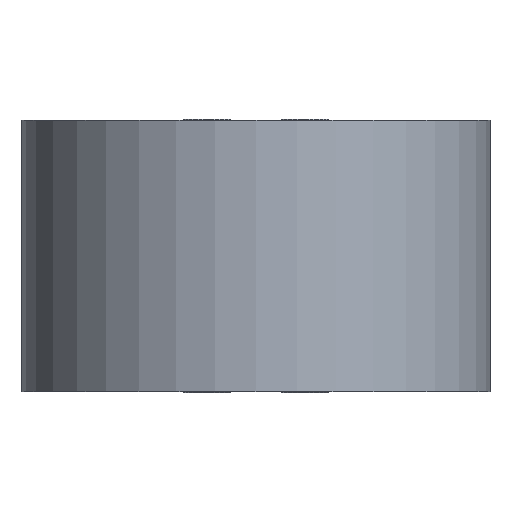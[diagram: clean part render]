
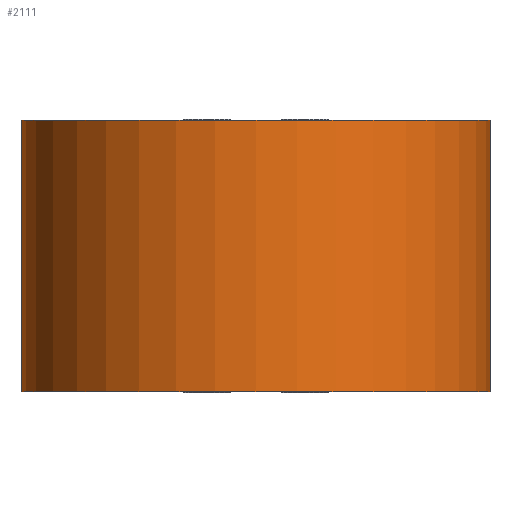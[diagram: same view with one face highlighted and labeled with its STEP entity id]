
A CAD part, front view. The second image highlights one B-rep face of the part: STEP entity #2111.
In plain terms, the highlighted cylindrical face has radius 94 mm (diameter 188 mm), a partial arc.
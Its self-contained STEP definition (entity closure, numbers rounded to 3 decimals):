
#23=FACE_BOUND('',#320,.T.);
#24=FACE_BOUND('',#321,.T.);
#25=FACE_BOUND('',#322,.T.);
#208=FACE_OUTER_BOUND('',#319,.T.);
#319=EDGE_LOOP('',(#1722,#1723,#1724,#1725,#1726,#1727,#1728,#1729));
#320=EDGE_LOOP('',(#1730,#1731,#1732,#1733,#1734,#1735,#1736,#1737));
#321=EDGE_LOOP('',(#1738,#1739,#1740,#1741,#1742,#1743,#1744,#1745));
#322=EDGE_LOOP('',(#1746,#1747));
#399=CIRCLE('',#2228,94.);
#400=CIRCLE('',#2232,94.);
#421=CIRCLE('',#2278,94.);
#422=CIRCLE('',#2282,94.);
#425=CIRCLE('',#2287,94.);
#426=CIRCLE('',#2288,94.);
#429=CIRCLE('',#2294,94.);
#430=CIRCLE('',#2295,94.);
#465=LINE('',#2958,#646);
#466=LINE('',#2960,#647);
#467=LINE('',#2962,#648);
#468=LINE('',#2966,#649);
#472=LINE('',#3020,#653);
#487=LINE('',#3102,#668);
#500=LINE('',#3172,#681);
#507=LINE('',#3232,#688);
#517=LINE('',#3257,#698);
#518=LINE('',#3259,#699);
#531=LINE('',#3372,#712);
#551=LINE('',#3428,#732);
#555=LINE('',#3481,#736);
#566=LINE('',#3550,#747);
#572=LINE('',#3563,#753);
#578=LINE('',#3577,#759);
#581=LINE('',#3601,#762);
#646=VECTOR('',#2381,94.);
#647=VECTOR('',#2382,10.);
#648=VECTOR('',#2383,94.);
#649=VECTOR('',#2386,94.);
#653=VECTOR('',#2396,10.);
#668=VECTOR('',#2445,10.);
#681=VECTOR('',#2472,10.);
#688=VECTOR('',#2491,10.);
#698=VECTOR('',#2523,10.);
#699=VECTOR('',#2526,10.);
#712=VECTOR('',#2563,10.);
#732=VECTOR('',#2615,10.);
#736=VECTOR('',#2623,10.);
#747=VECTOR('',#2664,10.);
#753=VECTOR('',#2676,10.);
#759=VECTOR('',#2694,10.);
#762=VECTOR('',#2727,10.);
#827=VERTEX_POINT('',#2956);
#828=VERTEX_POINT('',#2957);
#829=VERTEX_POINT('',#2959);
#830=VERTEX_POINT('',#2961);
#831=VERTEX_POINT('',#2963);
#832=VERTEX_POINT('',#2965);
#833=VERTEX_POINT('',#2969);
#839=VERTEX_POINT('',#3015);
#856=VERTEX_POINT('',#3099);
#857=VERTEX_POINT('',#3101);
#875=VERTEX_POINT('',#3171);
#877=VERTEX_POINT('',#3176);
#880=VERTEX_POINT('',#3206);
#886=VERTEX_POINT('',#3255);
#890=VERTEX_POINT('',#3275);
#898=VERTEX_POINT('',#3328);
#912=VERTEX_POINT('',#3404);
#913=VERTEX_POINT('',#3406);
#922=VERTEX_POINT('',#3426);
#923=VERTEX_POINT('',#3430);
#929=VERTEX_POINT('',#3476);
#939=VERTEX_POINT('',#3547);
#940=VERTEX_POINT('',#3549);
#944=VERTEX_POINT('',#3562);
#949=VERTEX_POINT('',#3587);
#952=VERTEX_POINT('',#3598);
#1040=EDGE_CURVE('',#827,#828,#465,.T.);
#1041=EDGE_CURVE('',#829,#827,#466,.T.);
#1042=EDGE_CURVE('',#830,#829,#467,.T.);
#1044=EDGE_CURVE('',#832,#831,#468,.T.);
#1053=EDGE_CURVE('',#833,#839,#472,.T.);
#1079=EDGE_CURVE('',#857,#856,#487,.T.);
#1099=EDGE_CURVE('',#875,#833,#500,.T.);
#1112=EDGE_CURVE('',#880,#877,#507,.T.);
#1126=EDGE_CURVE('',#877,#886,#517,.T.);
#1127=EDGE_CURVE('',#839,#880,#518,.T.);
#1128=EDGE_CURVE('',#856,#875,#399,.T.);
#1134=EDGE_CURVE('',#886,#857,#400,.T.);
#1150=EDGE_CURVE('',#898,#890,#531,.T.);
#1179=EDGE_CURVE('',#890,#922,#551,.T.);
#1187=EDGE_CURVE('',#923,#929,#555,.T.);
#1207=EDGE_CURVE('',#940,#939,#566,.T.);
#1214=EDGE_CURVE('',#944,#923,#572,.T.);
#1220=EDGE_CURVE('',#922,#940,#421,.T.);
#1222=EDGE_CURVE('',#929,#898,#578,.T.);
#1223=EDGE_CURVE('',#939,#944,#422,.T.);
#1227=EDGE_CURVE('',#949,#828,#425,.T.);
#1228=EDGE_CURVE('',#832,#949,#426,.T.);
#1232=EDGE_CURVE('',#952,#831,#429,.T.);
#1233=EDGE_CURVE('',#830,#952,#430,.T.);
#1234=EDGE_CURVE('',#912,#913,#581,.T.);
#1722=ORIENTED_EDGE('',*,*,#1040,.T.);
#1723=ORIENTED_EDGE('',*,*,#1227,.F.);
#1724=ORIENTED_EDGE('',*,*,#1228,.F.);
#1725=ORIENTED_EDGE('',*,*,#1044,.T.);
#1726=ORIENTED_EDGE('',*,*,#1232,.F.);
#1727=ORIENTED_EDGE('',*,*,#1233,.F.);
#1728=ORIENTED_EDGE('',*,*,#1042,.T.);
#1729=ORIENTED_EDGE('',*,*,#1041,.T.);
#1730=ORIENTED_EDGE('',*,*,#1128,.T.);
#1731=ORIENTED_EDGE('',*,*,#1099,.T.);
#1732=ORIENTED_EDGE('',*,*,#1053,.T.);
#1733=ORIENTED_EDGE('',*,*,#1127,.T.);
#1734=ORIENTED_EDGE('',*,*,#1112,.T.);
#1735=ORIENTED_EDGE('',*,*,#1126,.T.);
#1736=ORIENTED_EDGE('',*,*,#1134,.T.);
#1737=ORIENTED_EDGE('',*,*,#1079,.T.);
#1738=ORIENTED_EDGE('',*,*,#1220,.T.);
#1739=ORIENTED_EDGE('',*,*,#1207,.T.);
#1740=ORIENTED_EDGE('',*,*,#1223,.T.);
#1741=ORIENTED_EDGE('',*,*,#1214,.T.);
#1742=ORIENTED_EDGE('',*,*,#1187,.T.);
#1743=ORIENTED_EDGE('',*,*,#1222,.T.);
#1744=ORIENTED_EDGE('',*,*,#1150,.T.);
#1745=ORIENTED_EDGE('',*,*,#1179,.T.);
#1746=ORIENTED_EDGE('',*,*,#1234,.T.);
#1747=ORIENTED_EDGE('',*,*,#1234,.F.);
#2037=CYLINDRICAL_SURFACE('',#2293,94.);
#2111=ADVANCED_FACE('',(#208,#23,#24,#25),#2037,.T.);
#2228=AXIS2_PLACEMENT_3D('',#3261,#2529,#2530);
#2232=AXIS2_PLACEMENT_3D('',#3272,#2542,#2543);
#2278=AXIS2_PLACEMENT_3D('',#3573,#2687,#2688);
#2282=AXIS2_PLACEMENT_3D('',#3579,#2697,#2698);
#2287=AXIS2_PLACEMENT_3D('',#3588,#2708,#2709);
#2288=AXIS2_PLACEMENT_3D('',#3589,#2710,#2711);
#2293=AXIS2_PLACEMENT_3D('',#3597,#2721,#2722);
#2294=AXIS2_PLACEMENT_3D('',#3599,#2723,#2724);
#2295=AXIS2_PLACEMENT_3D('',#3600,#2725,#2726);
#2381=DIRECTION('',(0.,0.,1.));
#2382=DIRECTION('',(0.,0.,1.));
#2383=DIRECTION('',(0.,0.,1.));
#2386=DIRECTION('',(0.,0.,-1.));
#2396=DIRECTION('',(0.,0.,1.));
#2445=DIRECTION('',(0.,0.,-1.));
#2472=DIRECTION('',(0.,0.,1.));
#2491=DIRECTION('',(0.,0.,1.));
#2523=DIRECTION('',(0.,0.,1.));
#2526=DIRECTION('',(0.,0.,1.));
#2529=DIRECTION('center_axis',(0.,0.,-1.));
#2530=DIRECTION('ref_axis',(1.,0.,0.));
#2542=DIRECTION('center_axis',(0.,0.,1.));
#2543=DIRECTION('ref_axis',(1.,0.,0.));
#2563=DIRECTION('',(0.,0.,-1.));
#2615=DIRECTION('',(0.,0.,-1.));
#2623=DIRECTION('',(0.,0.,-1.));
#2664=DIRECTION('',(0.,0.,1.));
#2676=DIRECTION('',(0.,0.,-1.));
#2687=DIRECTION('center_axis',(0.,0.,-1.));
#2688=DIRECTION('ref_axis',(1.,0.,0.));
#2694=DIRECTION('',(0.,0.,-1.));
#2697=DIRECTION('center_axis',(0.,0.,1.));
#2698=DIRECTION('ref_axis',(1.,0.,0.));
#2708=DIRECTION('center_axis',(0.,0.,1.));
#2709=DIRECTION('ref_axis',(1.,0.,0.));
#2710=DIRECTION('center_axis',(0.,0.,1.));
#2711=DIRECTION('ref_axis',(1.,0.,0.));
#2721=DIRECTION('center_axis',(0.,0.,1.));
#2722=DIRECTION('ref_axis',(0.736,-0.677,0.));
#2723=DIRECTION('center_axis',(0.,0.,-1.));
#2724=DIRECTION('ref_axis',(1.,0.,0.));
#2725=DIRECTION('center_axis',(0.,0.,-1.));
#2726=DIRECTION('ref_axis',(1.,0.,0.));
#2727=DIRECTION('',(0.,0.,1.));
#2956=CARTESIAN_POINT('',(-69.219,63.599,51.));
#2957=CARTESIAN_POINT('',(-69.219,63.599,54.5));
#2958=CARTESIAN_POINT('',(-69.219,63.599,0.));
#2959=CARTESIAN_POINT('',(-69.219,63.599,-51.));
#2960=CARTESIAN_POINT('',(-69.219,63.599,0.));
#2961=CARTESIAN_POINT('',(-69.219,63.599,-54.5));
#2962=CARTESIAN_POINT('',(-69.219,63.599,0.));
#2963=CARTESIAN_POINT('',(-94.,0.,-54.5));
#2965=CARTESIAN_POINT('',(-94.,0.,54.5));
#2966=CARTESIAN_POINT('',(-94.,0.,0.));
#2969=CARTESIAN_POINT('',(-9.273,93.541,-34.085));
#3015=CARTESIAN_POINT('',(-9.273,93.541,-30.915));
#3020=CARTESIAN_POINT('',(-9.273,93.541,0.));
#3099=CARTESIAN_POINT('',(-17.869,92.286,-51.));
#3101=CARTESIAN_POINT('',(-17.869,92.286,51.));
#3102=CARTESIAN_POINT('',(-17.869,92.286,0.));
#3171=CARTESIAN_POINT('',(-9.273,93.541,-51.));
#3172=CARTESIAN_POINT('',(-9.273,93.541,0.));
#3176=CARTESIAN_POINT('',(-9.273,93.541,34.085));
#3206=CARTESIAN_POINT('',(-9.273,93.541,30.915));
#3232=CARTESIAN_POINT('',(-9.273,93.541,0.));
#3255=CARTESIAN_POINT('',(-9.273,93.541,51.));
#3257=CARTESIAN_POINT('',(-9.273,93.541,0.));
#3259=CARTESIAN_POINT('',(-9.273,93.541,0.));
#3261=CARTESIAN_POINT('Origin',(0.,0.,-51.));
#3272=CARTESIAN_POINT('Origin',(0.,0.,51.));
#3275=CARTESIAN_POINT('',(9.273,93.541,-34.085));
#3328=CARTESIAN_POINT('',(9.273,93.541,-30.915));
#3372=CARTESIAN_POINT('',(9.273,93.541,0.));
#3404=CARTESIAN_POINT('',(69.219,63.599,-51.));
#3406=CARTESIAN_POINT('',(69.219,63.599,51.));
#3426=CARTESIAN_POINT('',(9.273,93.541,-51.));
#3428=CARTESIAN_POINT('',(9.273,93.541,0.));
#3430=CARTESIAN_POINT('',(9.273,93.541,34.085));
#3476=CARTESIAN_POINT('',(9.273,93.541,30.915));
#3481=CARTESIAN_POINT('',(9.273,93.541,0.));
#3547=CARTESIAN_POINT('',(17.869,92.286,51.));
#3549=CARTESIAN_POINT('',(17.869,92.286,-51.));
#3550=CARTESIAN_POINT('',(17.869,92.286,0.));
#3562=CARTESIAN_POINT('',(9.273,93.541,51.));
#3563=CARTESIAN_POINT('',(9.273,93.541,0.));
#3573=CARTESIAN_POINT('Origin',(0.,0.,-51.));
#3577=CARTESIAN_POINT('',(9.273,93.541,0.));
#3579=CARTESIAN_POINT('Origin',(0.,0.,51.));
#3587=CARTESIAN_POINT('',(94.,0.,54.5));
#3588=CARTESIAN_POINT('Origin',(0.,0.,54.5));
#3589=CARTESIAN_POINT('Origin',(0.,0.,54.5));
#3597=CARTESIAN_POINT('Origin',(0.,0.,0.));
#3598=CARTESIAN_POINT('',(94.,0.,-54.5));
#3599=CARTESIAN_POINT('Origin',(0.,0.,-54.5));
#3600=CARTESIAN_POINT('Origin',(0.,0.,-54.5));
#3601=CARTESIAN_POINT('',(69.219,63.599,0.));
